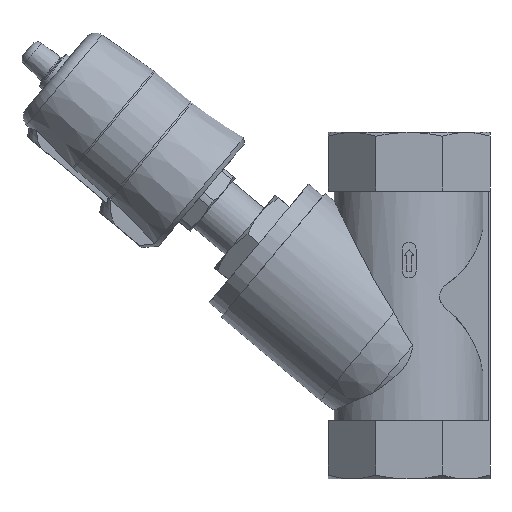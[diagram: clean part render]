
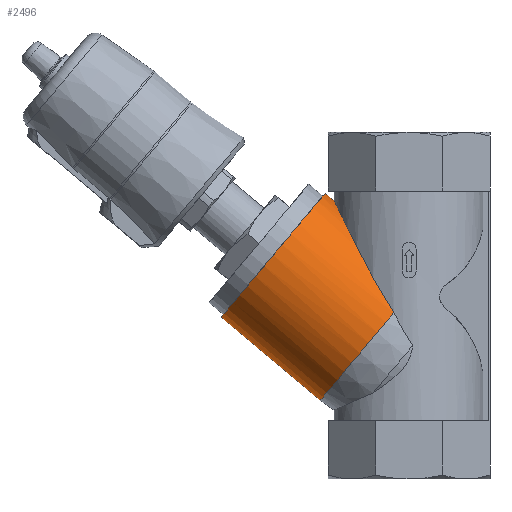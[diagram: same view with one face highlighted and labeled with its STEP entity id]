
A CAD part, left-side view. The second image highlights one B-rep face of the part: STEP entity #2496.
In plain terms, the highlighted cylindrical face has radius 35 mm (diameter 70 mm), a full revolution.
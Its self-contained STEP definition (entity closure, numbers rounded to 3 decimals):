
#467=B_SPLINE_CURVE_WITH_KNOTS('',3,(#3767,#3768,#3769,#3770,#3771,#3772,
#3773,#3774,#3775,#3776,#3777,#3778,#3779,#3780,#3781,#3782,#3783,#3784,
#3785,#3786,#3787,#3788,#3789,#3790,#3791,#3792,#3793),.UNSPECIFIED.,.F.,
 .F.,(4,1,1,1,1,1,1,1,1,1,1,1,1,1,1,1,1,1,1,1,1,1,1,1,4),(0.,0.008,
0.017,0.025,0.034,0.042,
0.046,0.051,0.055,0.059,
0.063,0.065,0.067,0.069,
0.072,0.076,0.08,0.084,
0.088,0.093,0.101,0.109,
0.118,0.126,0.135),.UNSPECIFIED.);
#917=ORIENTED_EDGE('',*,*,#1482,.F.);
#918=ORIENTED_EDGE('',*,*,#1319,.T.);
#919=ORIENTED_EDGE('',*,*,#1483,.T.);
#1319=EDGE_CURVE('',#1677,#1676,#467,.T.);
#1482=EDGE_CURVE('',#1677,#1676,#1954,.T.);
#1483=EDGE_CURVE('',#1789,#1789,#1955,.T.);
#1676=VERTEX_POINT('',#3766);
#1677=VERTEX_POINT('',#3794);
#1789=VERTEX_POINT('',#4378);
#1954=CIRCLE('',#2751,35.);
#1955=CIRCLE('',#2753,35.);
#2089=EDGE_LOOP('',(#917,#918));
#2090=EDGE_LOOP('',(#919));
#2290=FACE_BOUND('',#2089,.T.);
#2291=FACE_BOUND('',#2090,.T.);
#2401=CYLINDRICAL_SURFACE('',#2752,35.);
#2496=ADVANCED_FACE('',(#2290,#2291),#2401,.T.);
#2751=AXIS2_PLACEMENT_3D('',#4375,#3250,#3251);
#2752=AXIS2_PLACEMENT_3D('',#4376,#3252,#3253);
#2753=AXIS2_PLACEMENT_3D('',#4377,#3254,#3255);
#3250=DIRECTION('',(0.643,-0.766,0.));
#3251=DIRECTION('',(0.766,0.643,0.));
#3252=DIRECTION('',(0.643,-0.766,0.));
#3253=DIRECTION('',(0.766,0.643,0.));
#3254=DIRECTION('',(0.643,-0.766,0.));
#3255=DIRECTION('',(0.766,0.643,0.));
#3766=CARTESIAN_POINT('',(-71.97,6.586,31.826));
#3767=CARTESIAN_POINT('',(-71.97,6.586,-31.826));
#3768=CARTESIAN_POINT('',(-74.284,8.205,-31.491));
#3769=CARTESIAN_POINT('',(-79.018,11.153,-30.634));
#3770=CARTESIAN_POINT('',(-86.195,15.187,-28.845));
#3771=CARTESIAN_POINT('',(-93.337,18.978,-26.513));
#3772=CARTESIAN_POINT('',(-100.42,22.611,-23.514));
#3773=CARTESIAN_POINT('',(-106.081,25.452,-20.35));
#3774=CARTESIAN_POINT('',(-110.323,27.558,-17.309));
#3775=CARTESIAN_POINT('',(-113.35,29.052,-14.68));
#3776=CARTESIAN_POINT('',(-116.082,30.394,-11.68));
#3777=CARTESIAN_POINT('',(-118.382,31.52,-8.216));
#3778=CARTESIAN_POINT('',(-119.706,32.166,-4.999));
#3779=CARTESIAN_POINT('',(-120.287,32.449,-2.187));
#3780=CARTESIAN_POINT('',(-120.439,32.524,-0.071));
#3781=CARTESIAN_POINT('',(-120.301,32.456,2.093));
#3782=CARTESIAN_POINT('',(-119.746,32.186,4.866));
#3783=CARTESIAN_POINT('',(-118.417,31.537,8.159));
#3784=CARTESIAN_POINT('',(-116.142,30.424,11.601));
#3785=CARTESIAN_POINT('',(-113.416,29.085,14.615));
#3786=CARTESIAN_POINT('',(-110.429,27.611,17.225));
#3787=CARTESIAN_POINT('',(-106.132,25.478,20.322));
#3788=CARTESIAN_POINT('',(-100.495,22.649,23.473));
#3789=CARTESIAN_POINT('',(-93.471,19.048,26.465));
#3790=CARTESIAN_POINT('',(-86.246,15.216,28.833));
#3791=CARTESIAN_POINT('',(-79.026,11.159,30.633));
#3792=CARTESIAN_POINT('',(-74.282,8.203,31.491));
#3793=CARTESIAN_POINT('',(-71.97,6.586,31.826));
#3794=CARTESIAN_POINT('',(-71.97,6.586,-31.826));
#4375=CARTESIAN_POINT('',(-60.813,15.948,0.));
#4376=CARTESIAN_POINT('',(-45.707,-2.054,0.));
#4377=CARTESIAN_POINT('',(-96.809,58.847,0.));
#4378=CARTESIAN_POINT('',(-69.997,81.344,0.));
